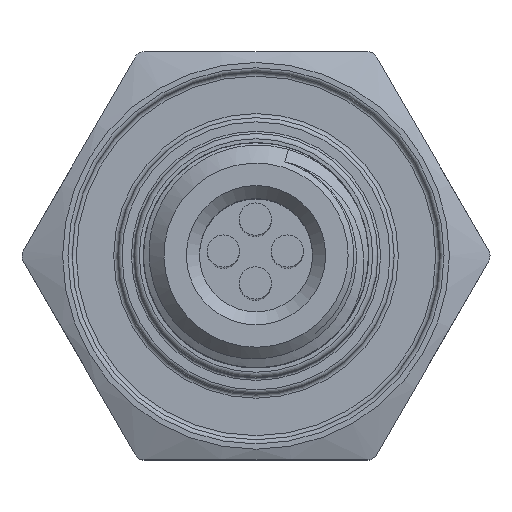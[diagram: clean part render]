
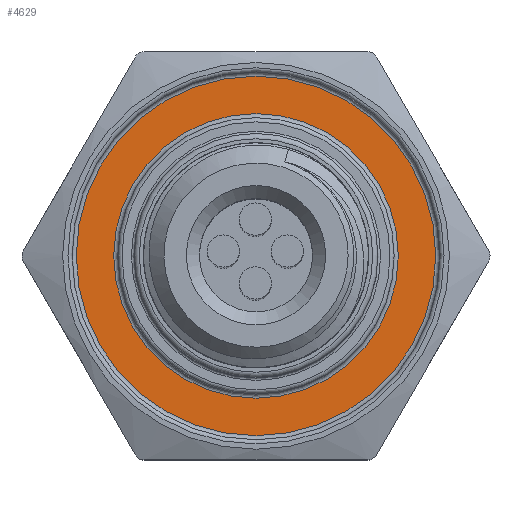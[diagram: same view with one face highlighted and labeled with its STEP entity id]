
A CAD part, top view. The second image highlights one B-rep face of the part: STEP entity #4629.
In plain terms, the highlighted planar face has unit normal (0, 0, 1).
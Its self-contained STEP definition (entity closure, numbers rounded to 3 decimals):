
#143=FACE_BOUND($,#1257,.T.);
#215=CIRCLE($,#4897,8.782);
#218=CIRCLE($,#4901,6.953);
#948=FACE_OUTER_BOUND($,#1256,.T.);
#1256=EDGE_LOOP($,(#3375));
#1257=EDGE_LOOP($,(#3376));
#2131=VERTEX_POINT($,#7519);
#2134=VERTEX_POINT($,#7526);
#2596=EDGE_CURVE($,#2131,#2131,#215,.T.);
#2599=EDGE_CURVE($,#2134,#2134,#218,.T.);
#3375=ORIENTED_EDGE($,*,*,#2596,.T.);
#3376=ORIENTED_EDGE($,*,*,#2599,.T.);
#4484=PLANE($,#4967);
#4629=ADVANCED_FACE($,(#948,#143),#4484,.T.);
#4897=AXIS2_PLACEMENT_3D($,#7520,#5250,#5251);
#4901=AXIS2_PLACEMENT_3D($,#7527,#5258,#5259);
#4967=AXIS2_PLACEMENT_3D($,#7943,#5406,#5407);
#5250=DIRECTION('center_axis',(0.,0.,1.));
#5251=DIRECTION('ref_axis',(1.,0.,0.));
#5258=DIRECTION('center_axis',(0.,0.,-1.));
#5259=DIRECTION('ref_axis',(1.,0.,0.));
#5406=DIRECTION('center_axis',(0.,0.,1.));
#5407=DIRECTION('ref_axis',(1.,0.,0.));
#7519=CARTESIAN_POINT('',(8.782,0.,16.129));
#7520=CARTESIAN_POINT('Origin',(0.,0.,16.129));
#7526=CARTESIAN_POINT('',(6.953,0.,16.129));
#7527=CARTESIAN_POINT('Origin',(0.,0.,16.129));
#7943=CARTESIAN_POINT('Origin',(0.,0.,16.129));
